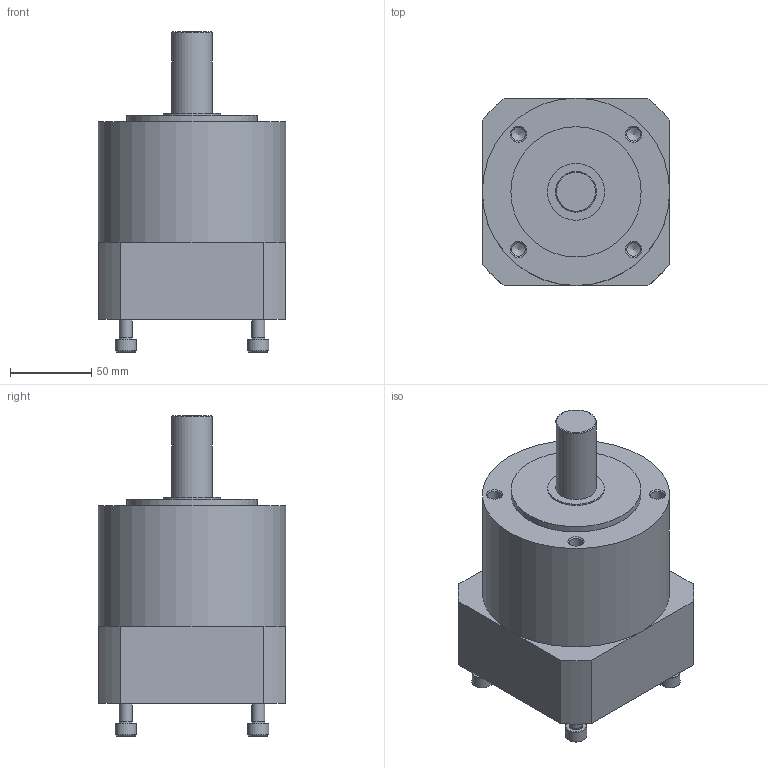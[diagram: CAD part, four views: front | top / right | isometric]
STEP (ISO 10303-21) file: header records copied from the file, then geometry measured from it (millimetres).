
FILE_DESCRIPTION(/* description */ ('STEP AP214'),/* implementation_level */ '2;1');
FILE_NAME(/* name */ '552197_EMGA-120-P-G5-SAS-100',/* time_stamp */ '2024-08-22T15:53:24+02:00',/* author */ ('License CC BY-ND 4.0'),/* organization */ ('CADENAS'),/* preprocessor_version */ 'ST-DEVELOPER v19.3',/* originating_system */ 'PARTsolutions',/* authorisation */ ' ');
FILE_SCHEMA (('AUTOMOTIVE_DESIGN {1 0 10303 214 3 1 1}'));
Length unit declared in the file: millimetre
Products named in the file (3): 552197 EMGA-120-P-G5-SAS-100; 552197 EMGA-120-P-G5-SAS-100---(P); DIN-912 - M8x30(F)
Assembly tree (5 placements, depth 2):
  552197 EMGA-120-P-G5-SAS-100
    552197 EMGA-120-P-G5-SAS-100---(P)
    DIN-912 - M8x30(F)  x4
Bounding box: 115 x 115 x 196.5 mm (x, y, z)
Volume: 1358162.1 mm3; surface area: 96449 mm2
Topology: 5 solids, 5 shells, 169 faces, 338 edges, 190 vertices
Faces by surface type: plane 79, cone 61, cylinder 29
Full cylindrical faces by diameter (mm): 6.647 x4, 8 x4, 8.376 x4, 13 x4, 19 x1, 25 x1, 35 x1, 73 x1, 80 x1, 95 x1, 115 x1
Entity records: 2077 total; most frequent: DIRECTION 376, CARTESIAN_POINT 346, ORIENTED_EDGE 252, AXIS2_PLACEMENT_3D 165, FACE_BOUND 141, EDGE_LOOP 132, EDGE_CURVE 126, VERTEX_POINT 101
